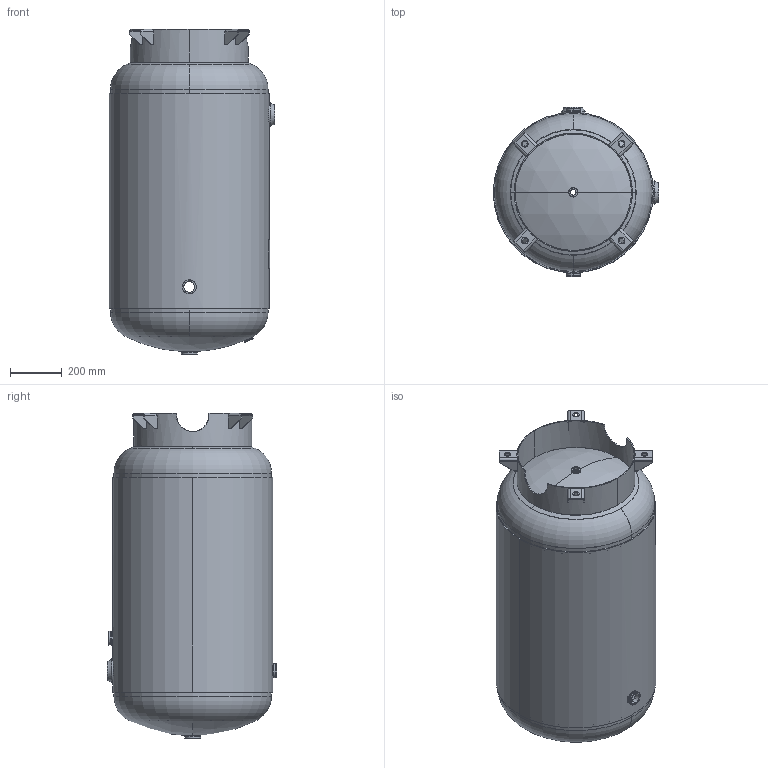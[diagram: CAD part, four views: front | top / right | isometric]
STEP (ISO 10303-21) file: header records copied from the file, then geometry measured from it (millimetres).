
FILE_DESCRIPTION (( 'STEP AP203' ), '1' );
FILE_NAME ('302417.STEP', '2012-02-03T23:35:34', ( '' ), ( '' ), 'SwSTEP 2.0', 'SolidWorks 2011', '' );
FILE_SCHEMA (( 'CONFIG_CONTROL_DESIGN' ));
Length unit declared in the file: inch
Products named in the file (1): 302417
Bounding box: 640.08 x 654.63 x 1258.18 mm (x, y, z)
Surface area: 5388366.2 mm2 (no closed solid volume)
Topology: 0 solids, 23 shells, 237 faces, 617 edges, 396 vertices
Faces by surface type: plane 96, cylinder 71, torus 54, sphere 8, bspline 8
Full cylindrical faces by diameter (mm): 609.6 x1, 618.947 x1
Entity records: 10302 total; most frequent: CARTESIAN_POINT 4403, DIRECTION 1303, ORIENTED_EDGE 1066, EDGE_CURVE 617, AXIS2_PLACEMENT_3D 522, VERTEX_POINT 396, CIRCLE 292, EDGE_LOOP 270
